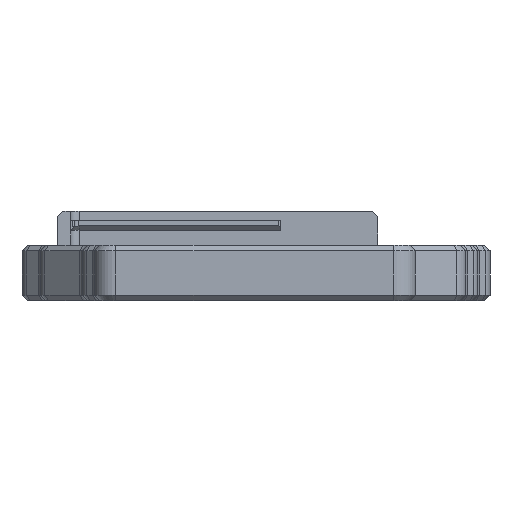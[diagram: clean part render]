
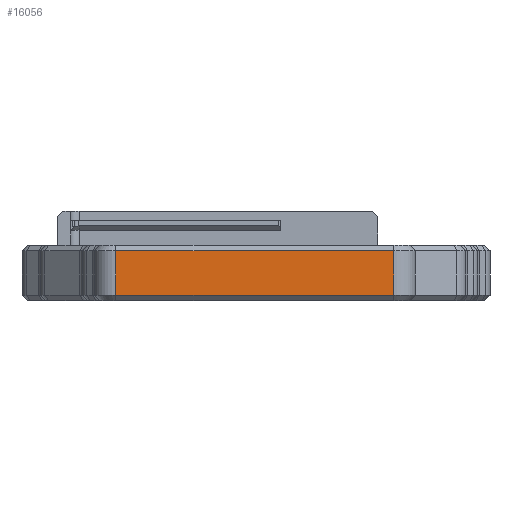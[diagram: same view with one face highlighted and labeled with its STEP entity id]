
A CAD part, left-side view. The second image highlights one B-rep face of the part: STEP entity #16056.
In plain terms, the highlighted planar face has unit normal (-1, 0, 0).
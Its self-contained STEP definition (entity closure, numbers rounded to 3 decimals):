
#356=PLANE('',#17254);
#958=FACE_OUTER_BOUND('',#1919,.T.);
#1919=EDGE_LOOP('',(#11607,#11608,#11609,#11610));
#3121=LINE('',#24842,#4739);
#3159=LINE('',#24957,#4777);
#3161=LINE('',#24963,#4779);
#3162=LINE('',#24964,#4780);
#4739=VECTOR('',#19700,10.);
#4777=VECTOR('',#19818,10.);
#4779=VECTOR('',#19824,10.);
#4780=VECTOR('',#19825,10.);
#7204=VERTEX_POINT('',#24834);
#7206=VERTEX_POINT('',#24840);
#7243=VERTEX_POINT('',#24956);
#7245=VERTEX_POINT('',#24962);
#8886=EDGE_CURVE('',#7206,#7204,#3121,.T.);
#8944=EDGE_CURVE('',#7204,#7243,#3159,.T.);
#8947=EDGE_CURVE('',#7206,#7245,#3161,.T.);
#8948=EDGE_CURVE('',#7243,#7245,#3162,.T.);
#11607=ORIENTED_EDGE('',*,*,#8886,.F.);
#11608=ORIENTED_EDGE('',*,*,#8947,.T.);
#11609=ORIENTED_EDGE('',*,*,#8948,.F.);
#11610=ORIENTED_EDGE('',*,*,#8944,.F.);
#16056=ADVANCED_FACE('',(#958),#356,.T.);
#17254=AXIS2_PLACEMENT_3D('',#24961,#19822,#19823);
#19700=DIRECTION('',(0.,1.,0.));
#19818=DIRECTION('',(0.,0.,1.));
#19822=DIRECTION('center_axis',(-1.,0.,0.));
#19823=DIRECTION('ref_axis',(0.,-1.,0.));
#19824=DIRECTION('',(0.,0.,1.));
#19825=DIRECTION('',(0.,-1.,0.));
#24834=CARTESIAN_POINT('',(-142.25,69.493,1.));
#24840=CARTESIAN_POINT('',(-142.25,16.293,1.));
#24842=CARTESIAN_POINT('',(-142.25,56.068,1.));
#24956=CARTESIAN_POINT('',(-142.25,69.493,9.6));
#24957=CARTESIAN_POINT('',(-142.25,69.493,0.));
#24961=CARTESIAN_POINT('Origin',(-142.25,69.493,0.));
#24962=CARTESIAN_POINT('',(-142.25,16.293,9.6));
#24963=CARTESIAN_POINT('',(-142.25,16.293,0.));
#24964=CARTESIAN_POINT('',(-142.25,56.068,9.6));
